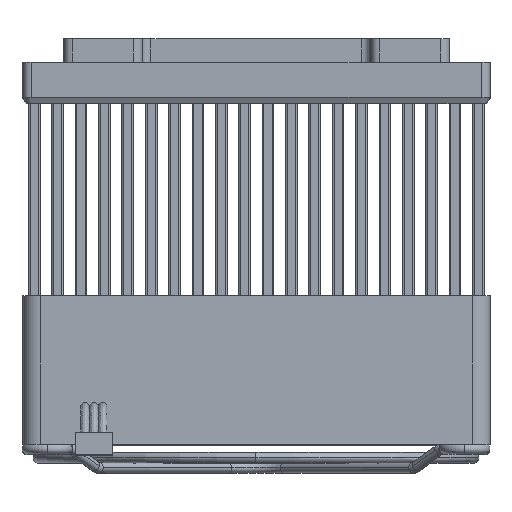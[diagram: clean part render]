
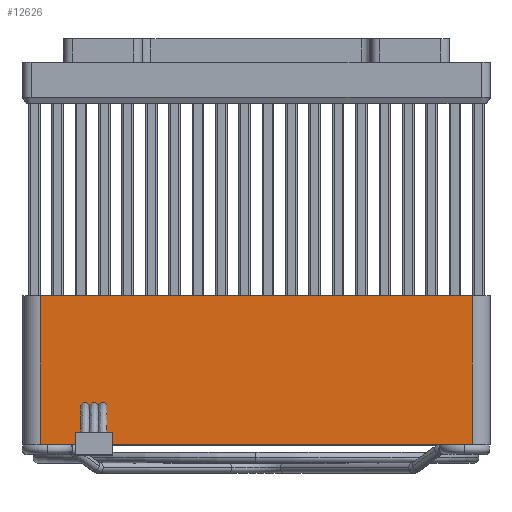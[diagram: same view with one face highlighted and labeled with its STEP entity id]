
A CAD part, top view. The second image highlights one B-rep face of the part: STEP entity #12626.
In plain terms, the highlighted planar face has unit normal (0, 0, 1).
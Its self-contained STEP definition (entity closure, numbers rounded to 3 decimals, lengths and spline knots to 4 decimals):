
#75 = AXIS2_PLACEMENT_3D ( 'NONE', #11940, #52233, #91834 ) ;
#733 = CARTESIAN_POINT ( 'NONE',  ( -1.0357, -2.3228, 1.5748 ) ) ;
#1291 = EDGE_CURVE ( 'NONE', #111203, #47374, #11354, .T. ) ;
#2079 = CARTESIAN_POINT ( 'NONE',  ( -1.1244, -2.3228, 1.5748 ) ) ;
#2802 = PLANE ( 'NONE',  #46521 ) ;
#5437 = DIRECTION ( 'NONE',  ( 0., 0., 1. ) ) ;
#9362 = AXIS2_PLACEMENT_3D ( 'NONE', #105457, #16436, #26164 ) ;
#11354 = LINE ( 'NONE', #51013, #125941 ) ;
#11940 = CARTESIAN_POINT ( 'NONE',  ( -1.1557, -2.3228, 1.5748 ) ) ;
#12626 = ADVANCED_FACE ( 'NONE', ( #72323, #111950, #74225, #102841 ), #2802, .T. ) ;
#12633 = AXIS2_PLACEMENT_3D ( 'NONE', #51216, #122026, #13470 ) ;
#13470 = DIRECTION ( 'NONE',  ( -1., 0., 0. ) ) ;
#16436 = DIRECTION ( 'NONE',  ( 0., 0., 1. ) ) ;
#17496 = CIRCLE ( 'NONE', #98375, 0.0287 ) ;
#22780 = ORIENTED_EDGE ( 'NONE', *, *, #69887, .F. ) ;
#24193 = DIRECTION ( 'NONE',  ( 0., 0., 1. ) ) ;
#25850 = EDGE_CURVE ( 'NONE', #25883, #66793, #33269, .T. ) ;
#25883 = VERTEX_POINT ( 'NONE', #99689 ) ;
#26164 = DIRECTION ( 'NONE',  ( -1., 0., 0. ) ) ;
#26214 = DIRECTION ( 'NONE',  ( -1., 0., 0. ) ) ;
#27457 = DIRECTION ( 'NONE',  ( 0., -1., 0. ) ) ;
#29534 = ORIENTED_EDGE ( 'NONE', *, *, #108734, .F. ) ;
#29779 = ORIENTED_EDGE ( 'NONE', *, *, #121838, .F. ) ;
#30282 = ORIENTED_EDGE ( 'NONE', *, *, #25850, .F. ) ;
#30556 = EDGE_CURVE ( 'NONE', #107659, #87285, #17496, .T. ) ;
#30830 = ORIENTED_EDGE ( 'NONE', *, *, #63269, .F. ) ;
#31923 = VERTEX_POINT ( 'NONE', #67995 ) ;
#33269 = CIRCLE ( 'NONE', #75, 0.0287 ) ;
#36658 = EDGE_LOOP ( 'NONE', ( #30830, #47659 ) ) ;
#36915 = EDGE_CURVE ( 'NONE', #112858, #50468, #83272, .T. ) ;
#37414 = VECTOR ( 'NONE', #88817, 39.3701 ) ;
#38187 = LINE ( 'NONE', #68076, #37414 ) ;
#40710 = AXIS2_PLACEMENT_3D ( 'NONE', #67898, #46485, #115999 ) ;
#43347 = VECTOR ( 'NONE', #27457, 39.3701 ) ;
#43666 = CARTESIAN_POINT ( 'NONE',  ( -1.5748, -2.5748, 1.5748 ) ) ;
#44884 = ORIENTED_EDGE ( 'NONE', *, *, #97793, .T. ) ;
#45002 = EDGE_LOOP ( 'NONE', ( #29779, #22780 ) ) ;
#46485 = DIRECTION ( 'NONE',  ( 0., 0., 1. ) ) ;
#46521 = AXIS2_PLACEMENT_3D ( 'NONE', #73584, #24193, #113863 ) ;
#47374 = VERTEX_POINT ( 'NONE', #49328 ) ;
#47659 = ORIENTED_EDGE ( 'NONE', *, *, #30556, .F. ) ;
#49328 = CARTESIAN_POINT ( 'NONE',  ( 1.4567, -1.5748, 1.5748 ) ) ;
#50468 = VERTEX_POINT ( 'NONE', #79338 ) ;
#51013 = CARTESIAN_POINT ( 'NONE',  ( -1.5748, -1.5748, 1.5748 ) ) ;
#51216 = CARTESIAN_POINT ( 'NONE',  ( -1.0957, -2.3228, 1.5748 ) ) ;
#52233 = DIRECTION ( 'NONE',  ( 0., 0., 1. ) ) ;
#53336 = ORIENTED_EDGE ( 'NONE', *, *, #36915, .T. ) ;
#56390 = EDGE_CURVE ( 'NONE', #111203, #112858, #124967, .T. ) ;
#60427 = CIRCLE ( 'NONE', #12633, 0.0288 ) ;
#63269 = EDGE_CURVE ( 'NONE', #87285, #107659, #68214, .T. ) ;
#63946 = CARTESIAN_POINT ( 'NONE',  ( -1.0357, -2.3228, 1.5748 ) ) ;
#65401 = CIRCLE ( 'NONE', #9362, 0.0287 ) ;
#66793 = VERTEX_POINT ( 'NONE', #115874 ) ;
#67130 = CARTESIAN_POINT ( 'NONE',  ( -1.4567, -2.5748, 1.5748 ) ) ;
#67844 = EDGE_LOOP ( 'NONE', ( #29534, #30282 ) ) ;
#67898 = CARTESIAN_POINT ( 'NONE',  ( -1.0957, -2.3228, 1.5748 ) ) ;
#67995 = CARTESIAN_POINT ( 'NONE',  ( -1.0669, -2.3228, 1.5748 ) ) ;
#68076 = CARTESIAN_POINT ( 'NONE',  ( 1.4567, -2.5748, 1.5748 ) ) ;
#68214 = CIRCLE ( 'NONE', #113809, 0.0287 ) ;
#69887 = EDGE_CURVE ( 'NONE', #88150, #31923, #60427, .T. ) ;
#70025 = EDGE_LOOP ( 'NONE', ( #112100, #93757, #53336, #44884 ) ) ;
#72323 = FACE_BOUND ( 'NONE', #67844, .T. ) ;
#73584 = CARTESIAN_POINT ( 'NONE',  ( -1.5748, -2.5748, 1.5748 ) ) ;
#74225 = FACE_BOUND ( 'NONE', #36658, .T. ) ;
#75167 = CARTESIAN_POINT ( 'NONE',  ( -1.4567, -1.5748, 1.5748 ) ) ;
#79338 = CARTESIAN_POINT ( 'NONE',  ( 1.4567, -2.5748, 1.5748 ) ) ;
#80660 = DIRECTION ( 'NONE',  ( 0., 0., 1. ) ) ;
#83272 = LINE ( 'NONE', #43666, #111246 ) ;
#87285 = VERTEX_POINT ( 'NONE', #117001 ) ;
#88150 = VERTEX_POINT ( 'NONE', #2079 ) ;
#88817 = DIRECTION ( 'NONE',  ( 0., 1., 0. ) ) ;
#91834 = DIRECTION ( 'NONE',  ( -1., 0., 0. ) ) ;
#93757 = ORIENTED_EDGE ( 'NONE', *, *, #56390, .T. ) ;
#97793 = EDGE_CURVE ( 'NONE', #50468, #47374, #38187, .T. ) ;
#98375 = AXIS2_PLACEMENT_3D ( 'NONE', #63946, #5437, #26214 ) ;
#99689 = CARTESIAN_POINT ( 'NONE',  ( -1.1844, -2.3228, 1.5748 ) ) ;
#101660 = DIRECTION ( 'NONE',  ( 1., 0., 0. ) ) ;
#102841 = FACE_OUTER_BOUND ( 'NONE', #70025, .T. ) ;
#105457 = CARTESIAN_POINT ( 'NONE',  ( -1.1557, -2.3228, 1.5748 ) ) ;
#107117 = CIRCLE ( 'NONE', #40710, 0.0288 ) ;
#107659 = VERTEX_POINT ( 'NONE', #110376 ) ;
#108734 = EDGE_CURVE ( 'NONE', #66793, #25883, #65401, .T. ) ;
#110376 = CARTESIAN_POINT ( 'NONE',  ( -1.0644, -2.3228, 1.5748 ) ) ;
#111203 = VERTEX_POINT ( 'NONE', #75167 ) ;
#111246 = VECTOR ( 'NONE', #122937, 39.3701 ) ;
#111950 = FACE_BOUND ( 'NONE', #45002, .T. ) ;
#112100 = ORIENTED_EDGE ( 'NONE', *, *, #1291, .F. ) ;
#112858 = VERTEX_POINT ( 'NONE', #114028 ) ;
#113809 = AXIS2_PLACEMENT_3D ( 'NONE', #733, #80660, #119663 ) ;
#113863 = DIRECTION ( 'NONE',  ( 1., 0., 0. ) ) ;
#114028 = CARTESIAN_POINT ( 'NONE',  ( -1.4567, -2.5748, 1.5748 ) ) ;
#115874 = CARTESIAN_POINT ( 'NONE',  ( -1.1269, -2.3228, 1.5748 ) ) ;
#115999 = DIRECTION ( 'NONE',  ( -1., 0., 0. ) ) ;
#117001 = CARTESIAN_POINT ( 'NONE',  ( -1.0069, -2.3228, 1.5748 ) ) ;
#119663 = DIRECTION ( 'NONE',  ( -1., 0., 0. ) ) ;
#121838 = EDGE_CURVE ( 'NONE', #31923, #88150, #107117, .T. ) ;
#122026 = DIRECTION ( 'NONE',  ( 0., 0., 1. ) ) ;
#122937 = DIRECTION ( 'NONE',  ( 1., 0., 0. ) ) ;
#124967 = LINE ( 'NONE', #67130, #43347 ) ;
#125941 = VECTOR ( 'NONE', #101660, 39.3701 ) ;
